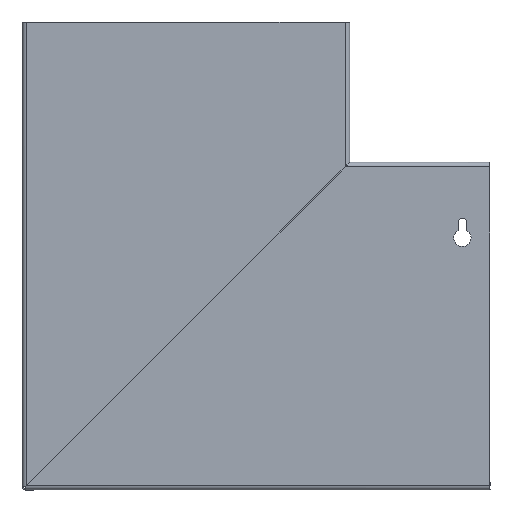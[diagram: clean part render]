
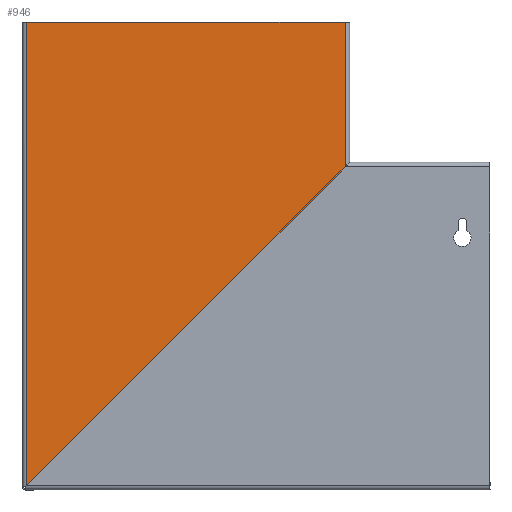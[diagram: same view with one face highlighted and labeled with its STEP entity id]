
A CAD part, left-side view. The second image highlights one B-rep face of the part: STEP entity #946.
In plain terms, the highlighted planar face has unit normal (-1, 0, 0).
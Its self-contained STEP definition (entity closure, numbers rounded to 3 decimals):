
#302 = CARTESIAN_POINT ( 'NONE',  ( 0., -102., 298.9 ) ) ;
#946 = ADVANCED_FACE ( 'NONE', ( #14597 ), #1973, .T. ) ;
#1098 = LINE ( 'NONE', #11979, #8000 ) ;
#1105 = LINE ( 'NONE', #5976, #10300 ) ;
#1840 = DIRECTION ( 'NONE',  ( -1., 0., 0. ) ) ;
#1852 = DIRECTION ( 'NONE',  ( 0., 0.707, -0.707 ) ) ;
#1973 = PLANE ( 'NONE',  #14200 ) ;
#2227 = ORIENTED_EDGE ( 'NONE', *, *, #8113, .T. ) ;
#3343 = EDGE_LOOP ( 'NONE', ( #3655, #9636, #8715, #2227 ) ) ;
#3655 = ORIENTED_EDGE ( 'NONE', *, *, #15846, .F. ) ;
#4246 = VERTEX_POINT ( 'NONE', #10919 ) ;
#4876 = CARTESIAN_POINT ( 'NONE',  ( 0., 102., 298.9 ) ) ;
#5490 = DIRECTION ( 'NONE',  ( 0., 1., 0. ) ) ;
#5976 = CARTESIAN_POINT ( 'NONE',  ( 0., -102., 298.9 ) ) ;
#6066 = EDGE_CURVE ( 'NONE', #12599, #4246, #1105, .T. ) ;
#6600 = VECTOR ( 'NONE', #1852, 1000. ) ;
#7077 = CARTESIAN_POINT ( 'NONE',  ( 0., -148.45, 252.45 ) ) ;
#7959 = DIRECTION ( 'NONE',  ( 0., 0., -1. ) ) ;
#8000 = VECTOR ( 'NONE', #5490, 1000. ) ;
#8113 = EDGE_CURVE ( 'NONE', #15513, #16304, #12673, .T. ) ;
#8715 = ORIENTED_EDGE ( 'NONE', *, *, #15737, .T. ) ;
#8867 = CARTESIAN_POINT ( 'NONE',  ( 0., -102., 298.9 ) ) ;
#9636 = ORIENTED_EDGE ( 'NONE', *, *, #6066, .F. ) ;
#10300 = VECTOR ( 'NONE', #16517, 1000. ) ;
#10483 = LINE ( 'NONE', #7077, #6600 ) ;
#10919 = CARTESIAN_POINT ( 'NONE',  ( 0., -102., 206.001 ) ) ;
#11979 = CARTESIAN_POINT ( 'NONE',  ( 0., -102., 298.9 ) ) ;
#12299 = DIRECTION ( 'NONE',  ( 0., 0., 1. ) ) ;
#12599 = VERTEX_POINT ( 'NONE', #302 ) ;
#12673 = LINE ( 'NONE', #14740, #15723 ) ;
#14200 = AXIS2_PLACEMENT_3D ( 'NONE', #8867, #1840, #12299 ) ;
#14556 = CARTESIAN_POINT ( 'NONE',  ( 0., 102., 2.001 ) ) ;
#14597 = FACE_OUTER_BOUND ( 'NONE', #3343, .T. ) ;
#14740 = CARTESIAN_POINT ( 'NONE',  ( 0., 102., 298.9 ) ) ;
#15513 = VERTEX_POINT ( 'NONE', #4876 ) ;
#15723 = VECTOR ( 'NONE', #7959, 1000. ) ;
#15737 = EDGE_CURVE ( 'NONE', #12599, #15513, #1098, .T. ) ;
#15846 = EDGE_CURVE ( 'NONE', #4246, #16304, #10483, .T. ) ;
#16304 = VERTEX_POINT ( 'NONE', #14556 ) ;
#16517 = DIRECTION ( 'NONE',  ( 0., 0., -1. ) ) ;
